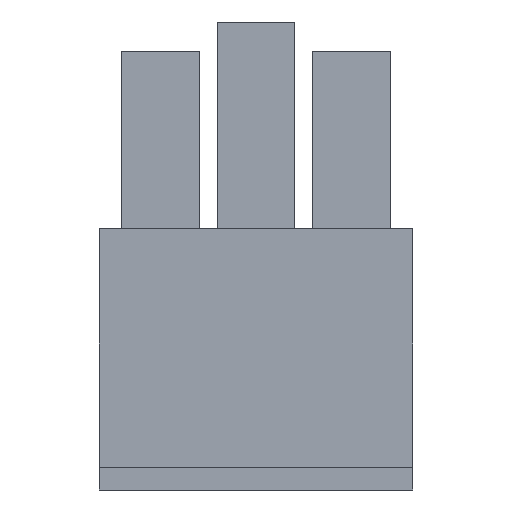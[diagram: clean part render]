
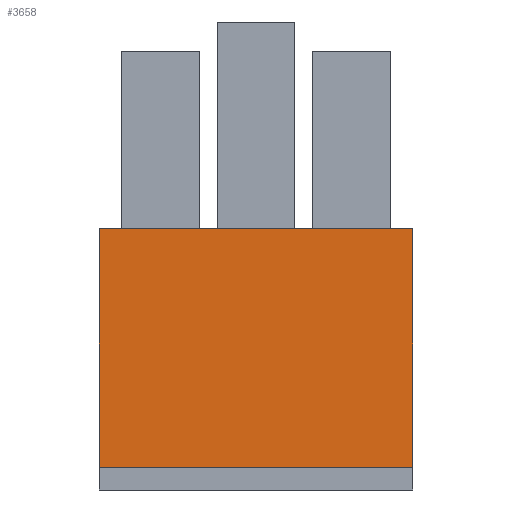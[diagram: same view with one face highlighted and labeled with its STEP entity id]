
A CAD part, front view. The second image highlights one B-rep face of the part: STEP entity #3658.
In plain terms, the highlighted planar face has unit normal (0, -1, 0).
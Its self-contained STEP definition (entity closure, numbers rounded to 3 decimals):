
#331=ORIENTED_EDGE('',*,*,#1373,.F.);
#332=ORIENTED_EDGE('',*,*,#1374,.F.);
#333=ORIENTED_EDGE('',*,*,#1375,.T.);
#334=ORIENTED_EDGE('',*,*,#1376,.T.);
#1373=EDGE_CURVE('',#1869,#1870,#2239,.T.);
#1374=EDGE_CURVE('',#1871,#1869,#2240,.T.);
#1375=EDGE_CURVE('',#1871,#1872,#2241,.T.);
#1376=EDGE_CURVE('',#1872,#1870,#2242,.T.);
#1869=VERTEX_POINT('',#5519);
#1870=VERTEX_POINT('',#5520);
#1871=VERTEX_POINT('',#5522);
#1872=VERTEX_POINT('',#5524);
#2239=LINE('',#5518,#2761);
#2240=LINE('',#5521,#2762);
#2241=LINE('',#5523,#2763);
#2242=LINE('',#5525,#2764);
#2761=VECTOR('',#4404,1000.);
#2762=VECTOR('',#4405,1000.);
#2763=VECTOR('',#4406,1000.);
#2764=VECTOR('',#4407,1000.);
#3067=EDGE_LOOP('',(#331,#332,#333,#334));
#3271=FACE_BOUND('',#3067,.T.);
#3467=PLANE('',#3872);
#3658=ADVANCED_FACE('',(#3271),#3467,.T.);
#3872=AXIS2_PLACEMENT_3D('',#5517,#4402,#4403);
#4402=DIRECTION('',(0.,-1.,0.));
#4403=DIRECTION('',(0.,0.,-1.));
#4404=DIRECTION('',(0.,0.,1.));
#4405=DIRECTION('',(-1.,0.,0.));
#4406=DIRECTION('',(0.,0.,1.));
#4407=DIRECTION('',(-1.,0.,0.));
#5517=CARTESIAN_POINT('',(6.9,-2.7,-4.75));
#5518=CARTESIAN_POINT('',(-6.9,-2.7,-4.75));
#5519=CARTESIAN_POINT('',(-6.9,-2.7,-4.75));
#5520=CARTESIAN_POINT('',(-6.9,-2.7,5.75));
#5521=CARTESIAN_POINT('',(6.9,-2.7,-4.75));
#5522=CARTESIAN_POINT('',(6.9,-2.7,-4.75));
#5523=CARTESIAN_POINT('',(6.9,-2.7,-4.75));
#5524=CARTESIAN_POINT('',(6.9,-2.7,5.75));
#5525=CARTESIAN_POINT('',(6.9,-2.7,5.75));
